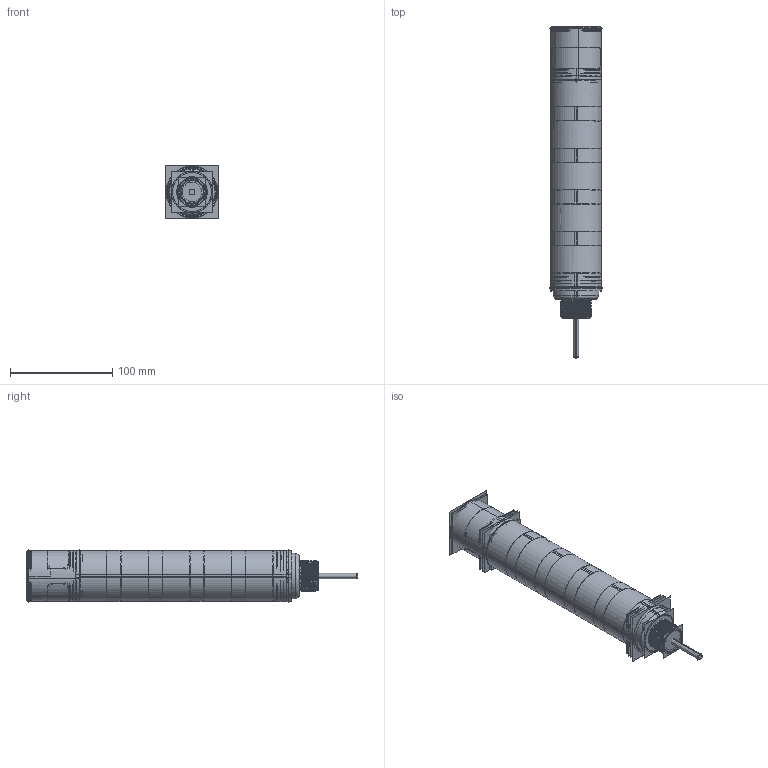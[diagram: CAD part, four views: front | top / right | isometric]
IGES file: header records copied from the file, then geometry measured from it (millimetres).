
Start section:  PTC IGES file: 212925.igs
Global section: file name: 212925.igs; native system: Creo Parametric by PTC Inc.; preprocessor: 2018300; author: pdmadmin; organization: Unknown; date: 20190725.114241; units: millimetre
Bounding box: 52.54 x 325.38 x 52.52 mm (x, y, z)
Volume: 159023.2 mm3; surface area: 818522.8 mm2
Topology: 9 solids, 17 shells, 2664 faces, 13460 edges, 16963 vertices
Faces by surface type: bspline 1358, revolution 1298, extrusion 8
